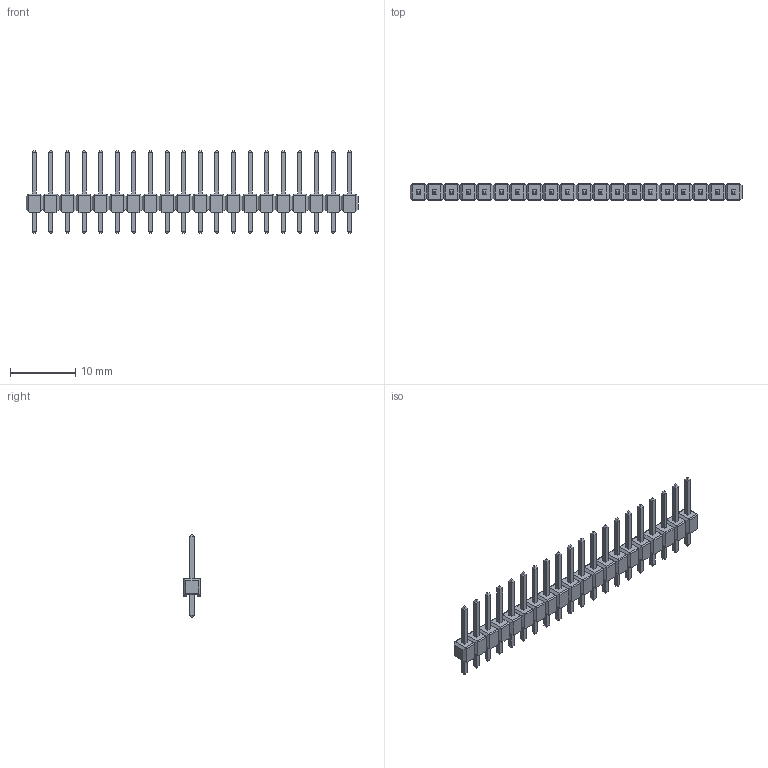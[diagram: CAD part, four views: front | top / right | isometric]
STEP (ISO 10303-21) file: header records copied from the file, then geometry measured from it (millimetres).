
FILE_DESCRIPTION(/* description */ (''),/* implementation_level */ '2;1');
FILE_NAME(/* name */ 'PIF98D~1',/* time_stamp */ '2018-02-28T12:41:05+03:00',/* author */ (''),/* organization */ (''),/* preprocessor_version */ 'ST-DEVELOPER v15',/* originating_system */ '',/* authorisation */ '');
FILE_SCHEMA (('AUTOMOTIVE_DESIGN'));
Length unit declared in the file: millimetre
Products named in the file (1): Document
Bounding box: 50.8 x 2.54 x 12.7 mm (x, y, z)
Volume: 157.2 mm3; surface area: 1366.9 mm2
Topology: 24 solids, 40 shells, 730 faces, 1915 edges, 1245 vertices
Faces by surface type: plane 690, bspline 40
Entity records: 22273 total; most frequent: CARTESIAN_POINT 8729, ORIENTED_EDGE 3640, EDGE_CURVE 1880, B_SPLINE_CURVE_WITH_KNOTS 1835, VERTEX_POINT 1200, EDGE_LOOP 770, ADVANCED_FACE 730, FACE_OUTER_BOUND 730
